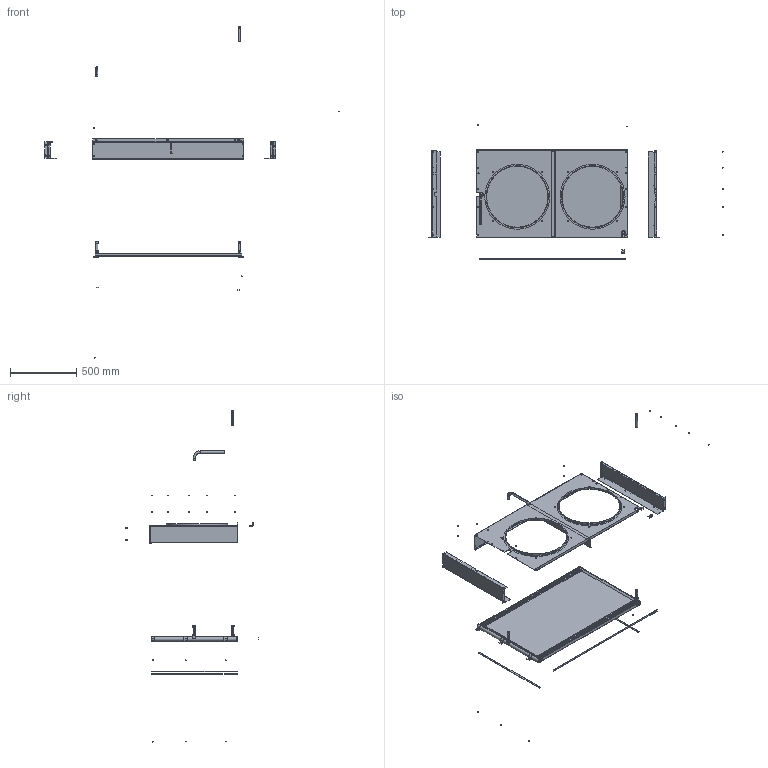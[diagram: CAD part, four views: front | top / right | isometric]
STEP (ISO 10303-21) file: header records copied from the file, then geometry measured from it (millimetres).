
FILE_DESCRIPTION (( 'STEP AP203' ), '1' );
FILE_NAME ('119-4539.STEP', '2024-11-29T14:07:48', ( '' ), ( '' ), 'SwSTEP 2.0', 'SolidWorks 2022', '' );
FILE_SCHEMA (( 'CONFIG_CONTROL_DESIGN' ));
Length unit declared in the file: millimetre
Products named in the file (11): 0ZZ0269_N8 Gasket_Vert; 816016; 119-8274P01_Valor predeterminado; 119-8274P02_Valor predeterminado; 119-4539; 119-8274P04_Valor predeterminado; 191U161007_Valor predeterminado; 0ZZ0269_N8 Gasket_Bottom; 119-8274P03_Predeterminado; 191U155917_Valor predeterminado; 021Z0645
Assembly tree (30 placements, depth 2):
  119-4539
    119-8274P01_Valor predeterminado
    119-8274P02_Valor predeterminado
    119-8274P03_Predeterminado
    021Z0645
    191U155917_Valor predeterminado
    191U161007_Valor predeterminado
    0ZZ0269_N8 Gasket_Bottom
    0ZZ0269_N8 Gasket_Vert  x2
    816016  x20
    119-8274P04_Valor predeterminado
Bounding box: 2228.01 x 1013.98 x 2512.3 mm (x, y, z)
Volume: 1705322.4 mm3; surface area: 4472923.3 mm2
Topology: 30 solids, 117 shells, 1353 faces, 4659 edges, 3260 vertices
Faces by surface type: plane 855, cylinder 376, torus 92, bspline 26, cone 4
Entity records: 49298 total; most frequent: CARTESIAN_POINT 10506, DIRECTION 8055, ORIENTED_EDGE 6702, EDGE_CURVE 4301, VERTEX_POINT 3062, LINE 2917, VECTOR 2917, AXIS2_PLACEMENT_3D 2569
